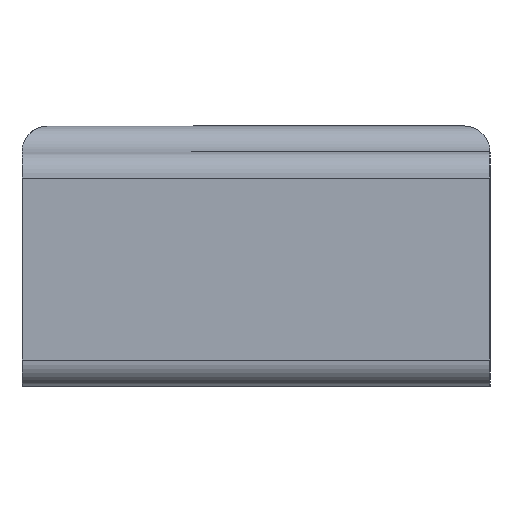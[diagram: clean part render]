
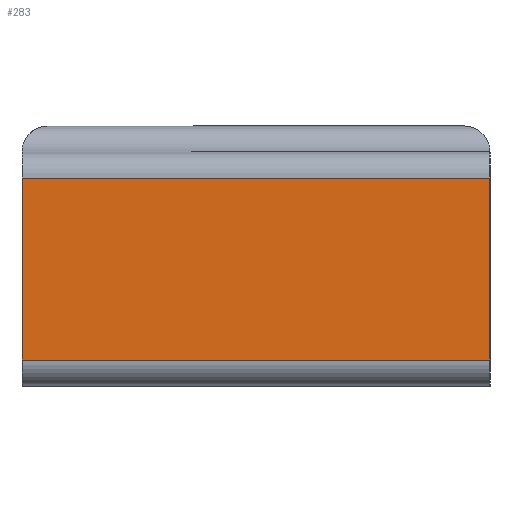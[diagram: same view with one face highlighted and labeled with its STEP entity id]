
A CAD part, left-side view. The second image highlights one B-rep face of the part: STEP entity #283.
In plain terms, the highlighted planar face has unit normal (-1, 0, 0).
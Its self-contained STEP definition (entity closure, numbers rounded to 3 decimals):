
#70=CARTESIAN_POINT('',(-0.85,0.45,0.05));
#71=VERTEX_POINT('',#70);
#89=CARTESIAN_POINT('',(-0.85,-0.45,0.05));
#90=VERTEX_POINT('',#89);
#98=CARTESIAN_POINT('',(-0.85,-0.45,0.05));
#99=DIRECTION('',(0.0,1.0,0.0));
#100=VECTOR('',#99,0.9);
#101=LINE('',#98,#100);
#102=EDGE_CURVE('',#90,#71,#101,.T.);
#144=CARTESIAN_POINT('',(-0.85,0.45,0.4));
#145=VERTEX_POINT('',#144);
#146=CARTESIAN_POINT('',(-0.85,0.45,0.4));
#147=DIRECTION('',(0.0,0.0,-1.0));
#148=VECTOR('',#147,0.35);
#149=LINE('',#146,#148);
#150=EDGE_CURVE('',#145,#71,#149,.T.);
#217=CARTESIAN_POINT('',(-0.85,-0.45,0.4));
#218=VERTEX_POINT('',#217);
#219=CARTESIAN_POINT('',(-0.85,0.45,0.4));
#220=DIRECTION('',(0.0,-1.0,0.0));
#221=VECTOR('',#220,0.9);
#222=LINE('',#219,#221);
#223=EDGE_CURVE('',#145,#218,#222,.T.);
#267=CARTESIAN_POINT('',(-0.85,-0.45,0.45));
#268=DIRECTION('',(-1.0,0.0,0.0));
#269=DIRECTION('',(0.0,0.0,1.0));
#270=AXIS2_PLACEMENT_3D('',#267,#268,#269);
#271=PLANE('',#270);
#272=ORIENTED_EDGE('',*,*,#102,.F.);
#273=CARTESIAN_POINT('',(-0.85,-0.45,0.4));
#274=DIRECTION('',(0.0,0.0,-1.0));
#275=VECTOR('',#274,0.35);
#276=LINE('',#273,#275);
#277=EDGE_CURVE('',#218,#90,#276,.T.);
#278=ORIENTED_EDGE('',*,*,#277,.F.);
#279=ORIENTED_EDGE('',*,*,#223,.F.);
#280=ORIENTED_EDGE('',*,*,#150,.T.);
#281=EDGE_LOOP('',(#272,#278,#279,#280));
#282=FACE_OUTER_BOUND('',#281,.T.);
#283=ADVANCED_FACE('',(#282),#271,.T.);
